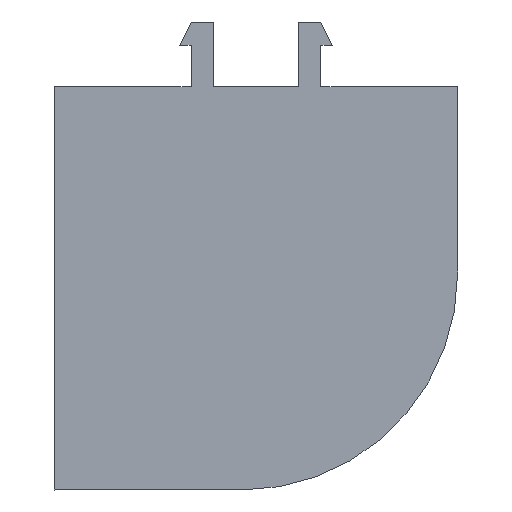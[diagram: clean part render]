
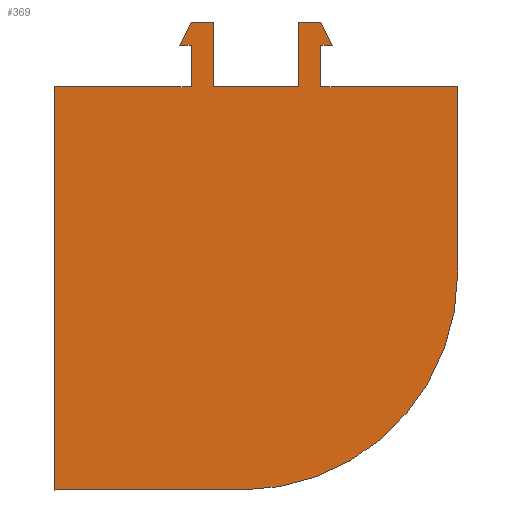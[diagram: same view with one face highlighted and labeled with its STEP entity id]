
A CAD part, front view. The second image highlights one B-rep face of the part: STEP entity #369.
In plain terms, the highlighted planar face has unit normal (0, -1, 0).
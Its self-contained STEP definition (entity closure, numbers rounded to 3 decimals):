
#16=CIRCLE('',#409,9.643);
#28=FACE_OUTER_BOUND('',#47,.T.);
#47=EDGE_LOOP('',(#279,#280,#281,#282,#283,#284,#285,#286,#287,#288,#289,
#290,#291,#292,#293,#294,#295));
#59=LINE('',#521,#108);
#61=LINE('',#527,#110);
#64=LINE('',#533,#113);
#67=LINE('',#539,#116);
#70=LINE('',#544,#119);
#75=LINE('',#554,#124);
#76=LINE('',#558,#125);
#81=LINE('',#568,#130);
#83=LINE('',#572,#132);
#86=LINE('',#577,#135);
#88=LINE('',#580,#137);
#89=LINE('',#582,#138);
#90=LINE('',#584,#139);
#91=LINE('',#586,#140);
#92=LINE('',#590,#141);
#93=LINE('',#591,#142);
#108=VECTOR('',#426,10.);
#110=VECTOR('',#430,10.);
#113=VECTOR('',#435,10.);
#116=VECTOR('',#440,10.);
#119=VECTOR('',#445,10.);
#124=VECTOR('',#452,10.);
#125=VECTOR('',#455,10.);
#130=VECTOR('',#462,10.);
#132=VECTOR('',#466,10.);
#135=VECTOR('',#471,10.);
#137=VECTOR('',#475,10.);
#138=VECTOR('',#476,10.);
#139=VECTOR('',#477,10.);
#140=VECTOR('',#478,10.);
#141=VECTOR('',#481,10.);
#142=VECTOR('',#482,10.);
#155=VERTEX_POINT('',#515);
#157=VERTEX_POINT('',#519);
#158=VERTEX_POINT('',#523);
#160=VERTEX_POINT('',#526);
#162=VERTEX_POINT('',#532);
#164=VERTEX_POINT('',#538);
#167=VERTEX_POINT('',#548);
#169=VERTEX_POINT('',#552);
#170=VERTEX_POINT('',#556);
#171=VERTEX_POINT('',#557);
#174=VERTEX_POINT('',#565);
#176=VERTEX_POINT('',#571);
#178=VERTEX_POINT('',#581);
#179=VERTEX_POINT('',#583);
#180=VERTEX_POINT('',#585);
#181=VERTEX_POINT('',#587);
#182=VERTEX_POINT('',#589);
#191=EDGE_CURVE('',#155,#157,#59,.T.);
#193=EDGE_CURVE('',#160,#158,#61,.T.);
#196=EDGE_CURVE('',#162,#160,#64,.T.);
#199=EDGE_CURVE('',#164,#162,#67,.T.);
#202=EDGE_CURVE('',#157,#164,#70,.T.);
#207=EDGE_CURVE('',#167,#169,#75,.T.);
#208=EDGE_CURVE('',#170,#171,#76,.T.);
#213=EDGE_CURVE('',#171,#174,#81,.T.);
#215=EDGE_CURVE('',#169,#176,#83,.T.);
#218=EDGE_CURVE('',#176,#170,#86,.T.);
#220=EDGE_CURVE('',#167,#158,#88,.T.);
#221=EDGE_CURVE('',#178,#174,#89,.T.);
#222=EDGE_CURVE('',#179,#178,#90,.T.);
#223=EDGE_CURVE('',#179,#180,#91,.T.);
#224=EDGE_CURVE('',#180,#181,#16,.T.);
#225=EDGE_CURVE('',#181,#182,#92,.T.);
#226=EDGE_CURVE('',#155,#182,#93,.T.);
#279=ORIENTED_EDGE('',*,*,#220,.F.);
#280=ORIENTED_EDGE('',*,*,#207,.T.);
#281=ORIENTED_EDGE('',*,*,#215,.T.);
#282=ORIENTED_EDGE('',*,*,#218,.T.);
#283=ORIENTED_EDGE('',*,*,#208,.T.);
#284=ORIENTED_EDGE('',*,*,#213,.T.);
#285=ORIENTED_EDGE('',*,*,#221,.F.);
#286=ORIENTED_EDGE('',*,*,#222,.F.);
#287=ORIENTED_EDGE('',*,*,#223,.T.);
#288=ORIENTED_EDGE('',*,*,#224,.T.);
#289=ORIENTED_EDGE('',*,*,#225,.T.);
#290=ORIENTED_EDGE('',*,*,#226,.F.);
#291=ORIENTED_EDGE('',*,*,#191,.T.);
#292=ORIENTED_EDGE('',*,*,#202,.T.);
#293=ORIENTED_EDGE('',*,*,#199,.T.);
#294=ORIENTED_EDGE('',*,*,#196,.T.);
#295=ORIENTED_EDGE('',*,*,#193,.T.);
#351=PLANE('',#408);
#369=ADVANCED_FACE('',(#28),#351,.F.);
#408=AXIS2_PLACEMENT_3D('',#579,#473,#474);
#409=AXIS2_PLACEMENT_3D('',#588,#479,#480);
#426=DIRECTION('',(0.,0.,1.));
#430=DIRECTION('',(0.,0.,-1.));
#435=DIRECTION('',(-1.,0.,0.));
#440=DIRECTION('',(-0.432,0.,0.902));
#445=DIRECTION('',(1.,0.,0.));
#452=DIRECTION('',(0.,0.,1.));
#455=DIRECTION('',(1.,0.,0.));
#462=DIRECTION('',(0.,0.,-1.));
#466=DIRECTION('',(-1.,0.,0.));
#471=DIRECTION('',(-0.432,0.,-0.902));
#473=DIRECTION('center_axis',(0.,1.,0.));
#474=DIRECTION('ref_axis',(0.,0.,1.));
#475=DIRECTION('',(1.,0.,0.));
#476=DIRECTION('',(1.,0.,0.));
#477=DIRECTION('',(0.,0.,1.));
#478=DIRECTION('',(1.,0.,0.));
#479=DIRECTION('center_axis',(0.,-1.,0.));
#480=DIRECTION('ref_axis',(-1.,0.,0.));
#481=DIRECTION('',(0.,0.,1.));
#482=DIRECTION('',(1.,0.,0.));
#515=CARTESIAN_POINT('',(1.9,0.,10.));
#519=CARTESIAN_POINT('',(1.9,0.,11.85));
#521=CARTESIAN_POINT('',(1.9,0.,10.423));
#523=CARTESIAN_POINT('',(0.9,0.,10.));
#526=CARTESIAN_POINT('',(0.9,0.,12.894));
#527=CARTESIAN_POINT('',(0.9,0.,12.07));
#532=CARTESIAN_POINT('',(1.9,0.,12.894));
#533=CARTESIAN_POINT('',(0.45,0.,12.894));
#538=CARTESIAN_POINT('',(2.4,0.,11.85));
#539=CARTESIAN_POINT('',(2.2,0.,12.267));
#544=CARTESIAN_POINT('',(0.45,0.,11.85));
#548=CARTESIAN_POINT('',(-2.9,0.,10.));
#552=CARTESIAN_POINT('',(-2.9,0.,12.894));
#554=CARTESIAN_POINT('',(-2.9,0.,10.423));
#556=CARTESIAN_POINT('',(-4.4,0.,11.85));
#557=CARTESIAN_POINT('',(-3.9,0.,11.85));
#558=CARTESIAN_POINT('',(-2.7,0.,11.85));
#565=CARTESIAN_POINT('',(-3.9,0.,10.));
#568=CARTESIAN_POINT('',(-3.9,0.,11.548));
#571=CARTESIAN_POINT('',(-3.9,0.,12.894));
#572=CARTESIAN_POINT('',(-1.95,0.,12.894));
#577=CARTESIAN_POINT('',(-3.95,0.,12.789));
#579=CARTESIAN_POINT('Origin',(0.,0.,0.));
#580=CARTESIAN_POINT('',(-10.,0.,10.));
#581=CARTESIAN_POINT('',(-10.,0.,10.));
#582=CARTESIAN_POINT('',(-10.,0.,10.));
#583=CARTESIAN_POINT('',(-10.,0.,-8.));
#584=CARTESIAN_POINT('',(-10.,0.,-10.));
#585=CARTESIAN_POINT('',(-1.643,0.,-8.));
#586=CARTESIAN_POINT('',(-5.,0.,-8.));
#587=CARTESIAN_POINT('',(8.,0.,1.643));
#588=CARTESIAN_POINT('Origin',(-1.643,0.,1.643));
#589=CARTESIAN_POINT('',(8.,0.,10.));
#590=CARTESIAN_POINT('',(8.,0.,0.822));
#591=CARTESIAN_POINT('',(-10.,0.,10.));
